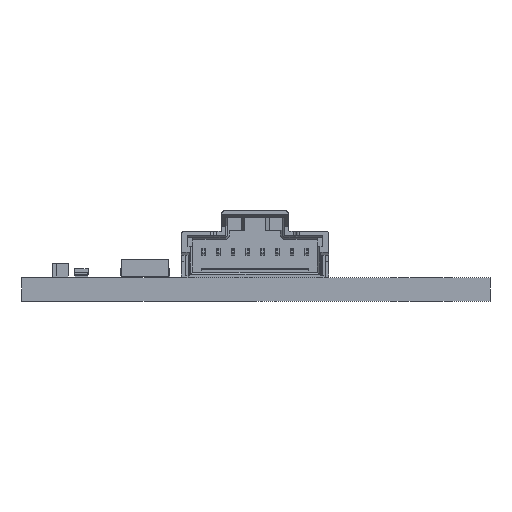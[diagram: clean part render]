
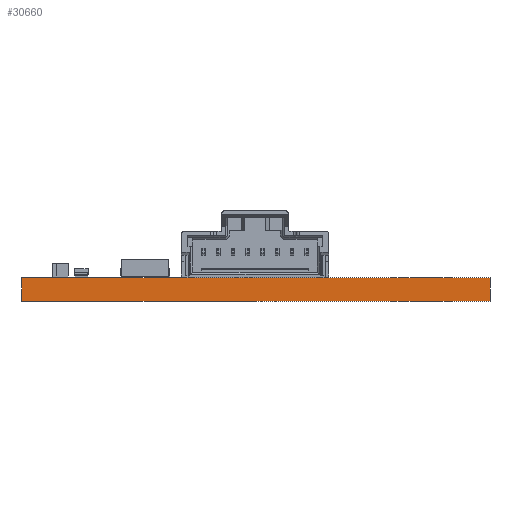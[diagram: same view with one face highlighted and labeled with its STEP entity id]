
A CAD part, front view. The second image highlights one B-rep face of the part: STEP entity #30660.
In plain terms, the highlighted planar face has unit normal (0, -1, 0).
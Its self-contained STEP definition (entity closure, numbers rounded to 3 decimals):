
#30544 = EDGE_CURVE('',#30545,#30547,#30549,.T.);
#30545 = VERTEX_POINT('',#30546);
#30546 = CARTESIAN_POINT('',(161.798,-120.904,0.));
#30547 = VERTEX_POINT('',#30548);
#30548 = CARTESIAN_POINT('',(161.798,-120.904,1.6));
#30549 = SURFACE_CURVE('',#30550,(#30554,#30566),.PCURVE_S1.);
#30550 = LINE('',#30551,#30552);
#30551 = CARTESIAN_POINT('',(161.798,-120.904,0.));
#30552 = VECTOR('',#30553,1.);
#30553 = DIRECTION('',(0.,0.,1.));
#30554 = PCURVE('',#30555,#30560);
#30555 = PLANE('',#30556);
#30556 = AXIS2_PLACEMENT_3D('',#30557,#30558,#30559);
#30557 = CARTESIAN_POINT('',(161.798,-120.904,0.));
#30558 = DIRECTION('',(-1.,0.,0.));
#30559 = DIRECTION('',(0.,1.,0.));
#30560 = DEFINITIONAL_REPRESENTATION('',(#30561),#30565);
#30561 = LINE('',#30562,#30563);
#30562 = CARTESIAN_POINT('',(0.,0.));
#30563 = VECTOR('',#30564,1.);
#30564 = DIRECTION('',(0.,-1.));
#30565 = ( GEOMETRIC_REPRESENTATION_CONTEXT(2) 
PARAMETRIC_REPRESENTATION_CONTEXT() REPRESENTATION_CONTEXT('2D SPACE',''
  ) );
#30566 = PCURVE('',#30567,#30572);
#30567 = PLANE('',#30568);
#30568 = AXIS2_PLACEMENT_3D('',#30569,#30570,#30571);
#30569 = CARTESIAN_POINT('',(193.548,-120.904,0.));
#30570 = DIRECTION('',(0.,-1.,0.));
#30571 = DIRECTION('',(-1.,0.,0.));
#30572 = DEFINITIONAL_REPRESENTATION('',(#30573),#30577);
#30573 = LINE('',#30574,#30575);
#30574 = CARTESIAN_POINT('',(31.75,0.));
#30575 = VECTOR('',#30576,1.);
#30576 = DIRECTION('',(0.,-1.));
#30577 = ( GEOMETRIC_REPRESENTATION_CONTEXT(2) 
PARAMETRIC_REPRESENTATION_CONTEXT() REPRESENTATION_CONTEXT('2D SPACE',''
  ) );
#30595 = PLANE('',#30596);
#30596 = AXIS2_PLACEMENT_3D('',#30597,#30598,#30599);
#30597 = CARTESIAN_POINT('',(177.673,-95.504,1.6));
#30598 = DIRECTION('',(-0.,-0.,-1.));
#30599 = DIRECTION('',(-1.,0.,0.));
#30649 = PLANE('',#30650);
#30650 = AXIS2_PLACEMENT_3D('',#30651,#30652,#30653);
#30651 = CARTESIAN_POINT('',(177.673,-95.504,0.));
#30652 = DIRECTION('',(-0.,-0.,-1.));
#30653 = DIRECTION('',(-1.,0.,0.));
#30660 = ADVANCED_FACE('',(#30661),#30567,.T.);
#30661 = FACE_BOUND('',#30662,.T.);
#30662 = EDGE_LOOP('',(#30663,#30693,#30714,#30715));
#30663 = ORIENTED_EDGE('',*,*,#30664,.T.);
#30664 = EDGE_CURVE('',#30665,#30667,#30669,.T.);
#30665 = VERTEX_POINT('',#30666);
#30666 = CARTESIAN_POINT('',(193.548,-120.904,0.));
#30667 = VERTEX_POINT('',#30668);
#30668 = CARTESIAN_POINT('',(193.548,-120.904,1.6));
#30669 = SURFACE_CURVE('',#30670,(#30674,#30681),.PCURVE_S1.);
#30670 = LINE('',#30671,#30672);
#30671 = CARTESIAN_POINT('',(193.548,-120.904,0.));
#30672 = VECTOR('',#30673,1.);
#30673 = DIRECTION('',(0.,0.,1.));
#30674 = PCURVE('',#30567,#30675);
#30675 = DEFINITIONAL_REPRESENTATION('',(#30676),#30680);
#30676 = LINE('',#30677,#30678);
#30677 = CARTESIAN_POINT('',(0.,-0.));
#30678 = VECTOR('',#30679,1.);
#30679 = DIRECTION('',(0.,-1.));
#30680 = ( GEOMETRIC_REPRESENTATION_CONTEXT(2) 
PARAMETRIC_REPRESENTATION_CONTEXT() REPRESENTATION_CONTEXT('2D SPACE',''
  ) );
#30681 = PCURVE('',#30682,#30687);
#30682 = PLANE('',#30683);
#30683 = AXIS2_PLACEMENT_3D('',#30684,#30685,#30686);
#30684 = CARTESIAN_POINT('',(193.548,-70.104,0.));
#30685 = DIRECTION('',(1.,0.,-0.));
#30686 = DIRECTION('',(0.,-1.,0.));
#30687 = DEFINITIONAL_REPRESENTATION('',(#30688),#30692);
#30688 = LINE('',#30689,#30690);
#30689 = CARTESIAN_POINT('',(50.8,0.));
#30690 = VECTOR('',#30691,1.);
#30691 = DIRECTION('',(0.,-1.));
#30692 = ( GEOMETRIC_REPRESENTATION_CONTEXT(2) 
PARAMETRIC_REPRESENTATION_CONTEXT() REPRESENTATION_CONTEXT('2D SPACE',''
  ) );
#30693 = ORIENTED_EDGE('',*,*,#30694,.T.);
#30694 = EDGE_CURVE('',#30667,#30547,#30695,.T.);
#30695 = SURFACE_CURVE('',#30696,(#30700,#30707),.PCURVE_S1.);
#30696 = LINE('',#30697,#30698);
#30697 = CARTESIAN_POINT('',(193.548,-120.904,1.6));
#30698 = VECTOR('',#30699,1.);
#30699 = DIRECTION('',(-1.,0.,0.));
#30700 = PCURVE('',#30567,#30701);
#30701 = DEFINITIONAL_REPRESENTATION('',(#30702),#30706);
#30702 = LINE('',#30703,#30704);
#30703 = CARTESIAN_POINT('',(0.,-1.6));
#30704 = VECTOR('',#30705,1.);
#30705 = DIRECTION('',(1.,0.));
#30706 = ( GEOMETRIC_REPRESENTATION_CONTEXT(2) 
PARAMETRIC_REPRESENTATION_CONTEXT() REPRESENTATION_CONTEXT('2D SPACE',''
  ) );
#30707 = PCURVE('',#30595,#30708);
#30708 = DEFINITIONAL_REPRESENTATION('',(#30709),#30713);
#30709 = LINE('',#30710,#30711);
#30710 = CARTESIAN_POINT('',(-15.875,-25.4));
#30711 = VECTOR('',#30712,1.);
#30712 = DIRECTION('',(1.,0.));
#30713 = ( GEOMETRIC_REPRESENTATION_CONTEXT(2) 
PARAMETRIC_REPRESENTATION_CONTEXT() REPRESENTATION_CONTEXT('2D SPACE',''
  ) );
#30714 = ORIENTED_EDGE('',*,*,#30544,.F.);
#30715 = ORIENTED_EDGE('',*,*,#30716,.F.);
#30716 = EDGE_CURVE('',#30665,#30545,#30717,.T.);
#30717 = SURFACE_CURVE('',#30718,(#30722,#30729),.PCURVE_S1.);
#30718 = LINE('',#30719,#30720);
#30719 = CARTESIAN_POINT('',(193.548,-120.904,0.));
#30720 = VECTOR('',#30721,1.);
#30721 = DIRECTION('',(-1.,0.,0.));
#30722 = PCURVE('',#30567,#30723);
#30723 = DEFINITIONAL_REPRESENTATION('',(#30724),#30728);
#30724 = LINE('',#30725,#30726);
#30725 = CARTESIAN_POINT('',(0.,-0.));
#30726 = VECTOR('',#30727,1.);
#30727 = DIRECTION('',(1.,0.));
#30728 = ( GEOMETRIC_REPRESENTATION_CONTEXT(2) 
PARAMETRIC_REPRESENTATION_CONTEXT() REPRESENTATION_CONTEXT('2D SPACE',''
  ) );
#30729 = PCURVE('',#30649,#30730);
#30730 = DEFINITIONAL_REPRESENTATION('',(#30731),#30735);
#30731 = LINE('',#30732,#30733);
#30732 = CARTESIAN_POINT('',(-15.875,-25.4));
#30733 = VECTOR('',#30734,1.);
#30734 = DIRECTION('',(1.,0.));
#30735 = ( GEOMETRIC_REPRESENTATION_CONTEXT(2) 
PARAMETRIC_REPRESENTATION_CONTEXT() REPRESENTATION_CONTEXT('2D SPACE',''
  ) );
